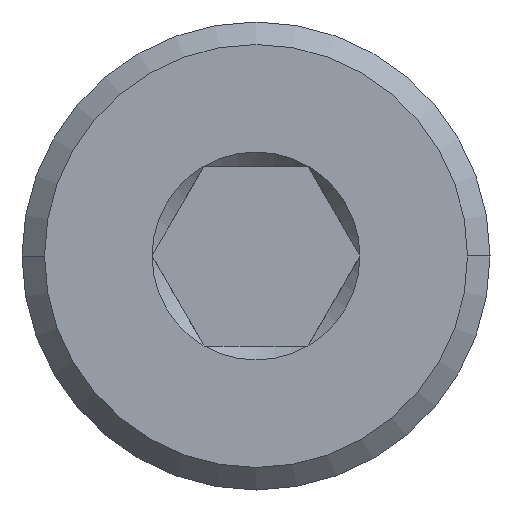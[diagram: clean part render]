
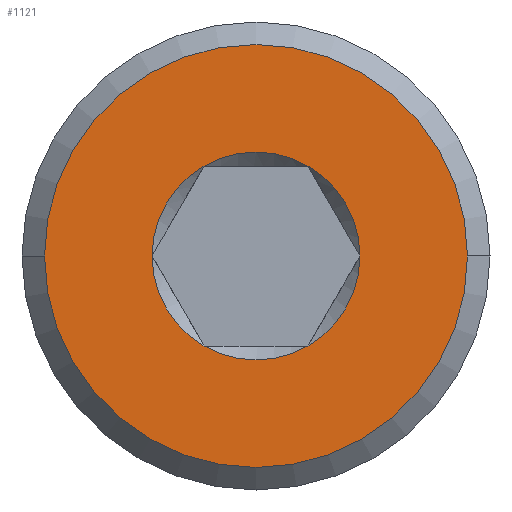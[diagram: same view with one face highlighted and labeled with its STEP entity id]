
A CAD part, left-side view. The second image highlights one B-rep face of the part: STEP entity #1121.
In plain terms, the highlighted planar face has unit normal (-1, 0, 0).
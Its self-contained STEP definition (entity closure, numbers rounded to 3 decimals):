
#4 = CARTESIAN_POINT ( 'NONE',  ( -15., 1.443, -2.5 ) ) ;
#5 = CARTESIAN_POINT ( 'NONE',  ( -15., 2.887, 0. ) ) ;
#7 = CARTESIAN_POINT ( 'NONE',  ( -15., -2.887, 0. ) ) ;
#349 = CARTESIAN_POINT ( 'NONE',  ( -15., -5.875, 0. ) ) ;
#369 = VERTEX_POINT ( 'NONE', #412 ) ;
#370 = VERTEX_POINT ( 'NONE', #421 ) ;
#375 = VERTEX_POINT ( 'NONE', #415 ) ;
#382 = VERTEX_POINT ( 'NONE', #4 ) ;
#383 = VERTEX_POINT ( 'NONE', #5 ) ;
#388 = VERTEX_POINT ( 'NONE', #7 ) ;
#412 = CARTESIAN_POINT ( 'NONE',  ( -15., 1.443, 2.5 ) ) ;
#415 = CARTESIAN_POINT ( 'NONE',  ( -15., -1.443, -2.5 ) ) ;
#421 = CARTESIAN_POINT ( 'NONE',  ( -15., -1.443, 2.5 ) ) ;
#440 = CARTESIAN_POINT ( 'NONE',  ( -15., 5.875, 0. ) ) ;
#751 = VERTEX_POINT ( 'NONE', #349 ) ;
#819 = CARTESIAN_POINT ( 'NONE',  ( -15., 5.875, 0. ) ) ;
#820 = PLANE ( 'NONE',  #1749 ) ;
#823 = DIRECTION ( 'NONE',  ( -1., 0., 0. ) ) ;
#825 = DIRECTION ( 'NONE',  ( 0., -1., 0. ) ) ;
#846 = VERTEX_POINT ( 'NONE', #440 ) ;
#1121 = ADVANCED_FACE ( 'NONE', ( #2786, #2785 ), #820, .T. ) ;
#1408 = DIRECTION ( 'NONE',  ( 0., -1., 0. ) ) ;
#1410 = DIRECTION ( 'NONE',  ( -1., 0., 0. ) ) ;
#1412 = CARTESIAN_POINT ( 'NONE',  ( -15., 0., 0. ) ) ;
#1658 = EDGE_CURVE ( 'NONE', #751, #846, #2750, .T. ) ;
#1675 = AXIS2_PLACEMENT_3D ( 'NONE', #2186, #2185, #2184 ) ;
#1693 = AXIS2_PLACEMENT_3D ( 'NONE', #1851, #1933, #1963 ) ;
#1706 = EDGE_CURVE ( 'NONE', #383, #382, #2909, .T. ) ;
#1711 = AXIS2_PLACEMENT_3D ( 'NONE', #1960, #1958, #1956 ) ;
#1713 = EDGE_CURVE ( 'NONE', #369, #383, #2781, .T. ) ;
#1717 = AXIS2_PLACEMENT_3D ( 'NONE', #3394, #3541, #3962 ) ;
#1719 = AXIS2_PLACEMENT_3D ( 'NONE', #2037, #1940, #1932 ) ;
#1728 = EDGE_CURVE ( 'NONE', #375, #388, #2770, .T. ) ;
#1749 = AXIS2_PLACEMENT_3D ( 'NONE', #819, #823, #825 ) ;
#1766 = EDGE_CURVE ( 'NONE', #370, #369, #2735, .T. ) ;
#1788 = EDGE_CURVE ( 'NONE', #388, #370, #2701, .T. ) ;
#1813 = EDGE_CURVE ( 'NONE', #382, #375, #2683, .T. ) ;
#1851 = CARTESIAN_POINT ( 'NONE',  ( -15., 0., 0. ) ) ;
#1932 = DIRECTION ( 'NONE',  ( 0., -1., 0. ) ) ;
#1933 = DIRECTION ( 'NONE',  ( -1., 0., 0. ) ) ;
#1940 = DIRECTION ( 'NONE',  ( -1., 0., 0. ) ) ;
#1956 = DIRECTION ( 'NONE',  ( 0., -1., 0. ) ) ;
#1958 = DIRECTION ( 'NONE',  ( -1., 0., 0. ) ) ;
#1960 = CARTESIAN_POINT ( 'NONE',  ( -15., 0., 0. ) ) ;
#1963 = DIRECTION ( 'NONE',  ( 0., -1., 0. ) ) ;
#2037 = CARTESIAN_POINT ( 'NONE',  ( -15., 0., 0. ) ) ;
#2184 = DIRECTION ( 'NONE',  ( 0., -1., 0. ) ) ;
#2185 = DIRECTION ( 'NONE',  ( -1., 0., 0. ) ) ;
#2186 = CARTESIAN_POINT ( 'NONE',  ( -15., 0., 0. ) ) ;
#2436 = DIRECTION ( 'NONE',  ( 0., 1., 0. ) ) ;
#2437 = DIRECTION ( 'NONE',  ( 1., 0., 0. ) ) ;
#2443 = CARTESIAN_POINT ( 'NONE',  ( -15., 0., 0. ) ) ;
#2521 = DIRECTION ( 'NONE',  ( 0., -1., 0. ) ) ;
#2522 = DIRECTION ( 'NONE',  ( -1., 0., 0. ) ) ;
#2526 = CARTESIAN_POINT ( 'NONE',  ( -15., 0., 0. ) ) ;
#2678 = ORIENTED_EDGE ( 'NONE', *, *, #1713, .F. ) ;
#2683 = CIRCLE ( 'NONE', #4323, 2.887 ) ;
#2701 = CIRCLE ( 'NONE', #4335, 2.887 ) ;
#2735 = CIRCLE ( 'NONE', #1711, 2.887 ) ;
#2738 = ORIENTED_EDGE ( 'NONE', *, *, #2942, .F. ) ;
#2750 = CIRCLE ( 'NONE', #1717, 5.875 ) ;
#2770 = CIRCLE ( 'NONE', #1675, 2.887 ) ;
#2781 = CIRCLE ( 'NONE', #1693, 2.887 ) ;
#2785 = FACE_OUTER_BOUND ( 'NONE', #3015, .T. ) ;
#2786 = FACE_BOUND ( 'NONE', #3011, .T. ) ;
#2871 = ORIENTED_EDGE ( 'NONE', *, *, #1766, .F. ) ;
#2874 = ORIENTED_EDGE ( 'NONE', *, *, #1728, .F. ) ;
#2875 = ORIENTED_EDGE ( 'NONE', *, *, #1706, .F. ) ;
#2876 = ORIENTED_EDGE ( 'NONE', *, *, #1813, .F. ) ;
#2878 = ORIENTED_EDGE ( 'NONE', *, *, #1788, .F. ) ;
#2882 = ORIENTED_EDGE ( 'NONE', *, *, #1658, .F. ) ;
#2909 = CIRCLE ( 'NONE', #1719, 2.887 ) ;
#2942 = EDGE_CURVE ( 'NONE', #846, #751, #4364, .T. ) ;
#3011 = EDGE_LOOP ( 'NONE', ( #2878, #2874, #2876, #2875, #2678, #2871 ) ) ;
#3015 = EDGE_LOOP ( 'NONE', ( #2738, #2882 ) ) ;
#3394 = CARTESIAN_POINT ( 'NONE',  ( -15., 0., 0. ) ) ;
#3541 = DIRECTION ( 'NONE',  ( 1., 0., 0. ) ) ;
#3962 = DIRECTION ( 'NONE',  ( 0., 1., 0. ) ) ;
#4323 = AXIS2_PLACEMENT_3D ( 'NONE', #2526, #2522, #2521 ) ;
#4335 = AXIS2_PLACEMENT_3D ( 'NONE', #1412, #1410, #1408 ) ;
#4342 = AXIS2_PLACEMENT_3D ( 'NONE', #2443, #2437, #2436 ) ;
#4364 = CIRCLE ( 'NONE', #4342, 5.875 ) ;
